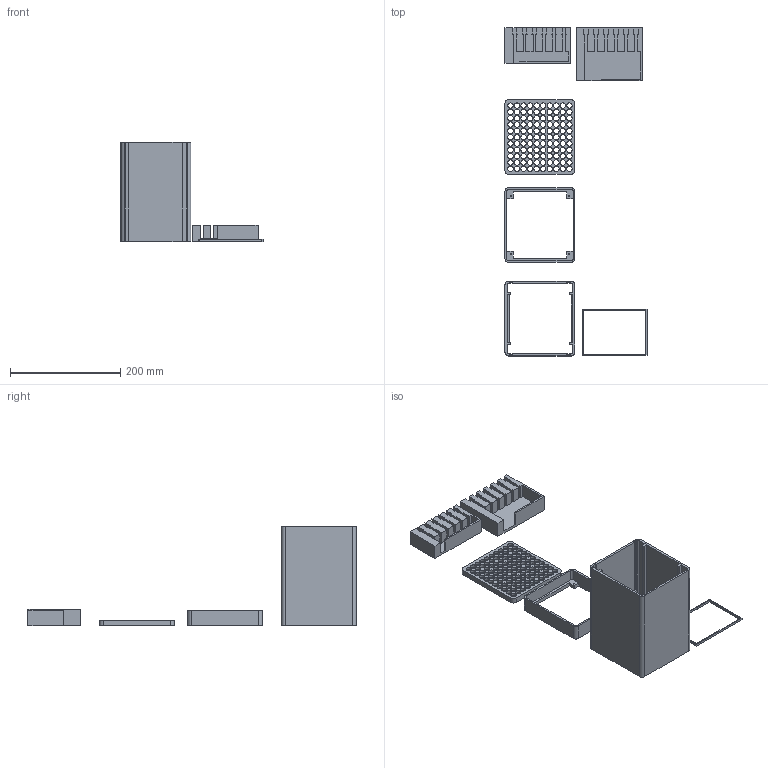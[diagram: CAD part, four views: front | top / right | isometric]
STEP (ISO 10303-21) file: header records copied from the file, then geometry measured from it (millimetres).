
FILE_DESCRIPTION(/* description */ (''),/* implementation_level */ '2;1');
FILE_NAME(/* name */ 'top_grill.step',/* time_stamp */ '2023-04-26T23:28:09+02:00',/* author */ (''),/* organization */ (''),/* preprocessor_version */ 'ST-DEVELOPER v19.2',/* originating_system */ 'Autodesk Translation Framework v12.4.0.73',/* authorisation */ '');
FILE_SCHEMA (('AUTOMOTIVE_DESIGN { 1 0 10303 214 3 1 1 }'));
Length unit declared in the file: millimetre
Products named in the file (1): NASv2
Bounding box: 258 x 596 x 180 mm (x, y, z)
Volume: 790643.6 mm3; surface area: 373578 mm2
Topology: 6 solids, 6 shells, 385 faces, 1114 edges, 742 vertices
Faces by surface type: plane 247, cylinder 138
Full cylindrical faces by diameter (mm): 2 x4, 10 x110
Entity records: 13164 total; most frequent: CARTESIAN_POINT 2242, ORIENTED_EDGE 2228, DIRECTION 2162, EDGE_CURVE 1114, LINE 838, VECTOR 838, VERTEX_POINT 742, AXIS2_PLACEMENT_3D 662
